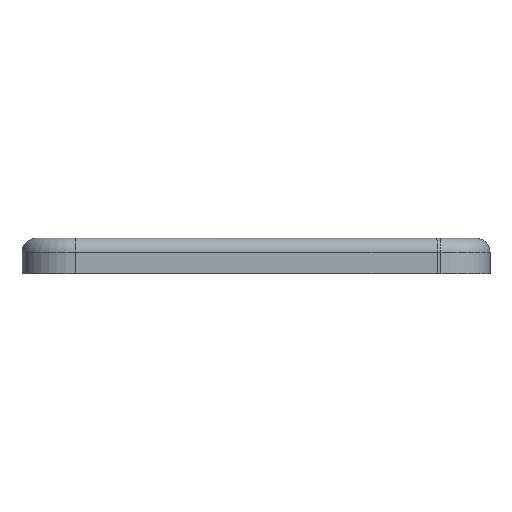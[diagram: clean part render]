
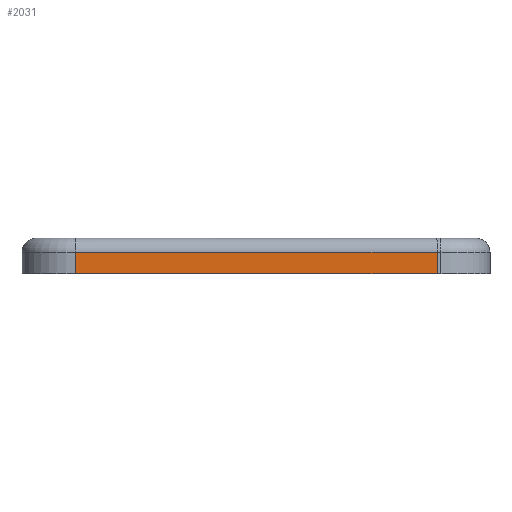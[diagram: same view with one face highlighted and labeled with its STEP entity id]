
A CAD part, front view. The second image highlights one B-rep face of the part: STEP entity #2031.
In plain terms, the highlighted planar face has unit normal (0, -1, 0).
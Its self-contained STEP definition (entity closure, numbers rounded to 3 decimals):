
#251=FACE_OUTER_BOUND('',#380,.T.);
#380=EDGE_LOOP('',(#1844,#1845,#1846,#1847));
#431=LINE('',#2900,#648);
#441=LINE('',#2962,#658);
#549=LINE('',#3333,#766);
#598=LINE('',#3483,#815);
#648=VECTOR('',#2345,10.);
#658=VECTOR('',#2387,10.);
#766=VECTOR('',#2595,10.);
#815=VECTOR('',#2734,10.);
#866=VERTEX_POINT('',#2891);
#869=VERTEX_POINT('',#2899);
#881=VERTEX_POINT('',#2960);
#1002=VERTEX_POINT('',#3331);
#1072=EDGE_CURVE('',#866,#869,#431,.T.);
#1093=EDGE_CURVE('',#866,#881,#441,.T.);
#1237=EDGE_CURVE('',#1002,#881,#549,.T.);
#1286=EDGE_CURVE('',#869,#1002,#598,.T.);
#1844=ORIENTED_EDGE('',*,*,#1072,.F.);
#1845=ORIENTED_EDGE('',*,*,#1093,.T.);
#1846=ORIENTED_EDGE('',*,*,#1237,.F.);
#1847=ORIENTED_EDGE('',*,*,#1286,.F.);
#1925=PLANE('',#2204);
#2031=ADVANCED_FACE('',(#251),#1925,.T.);
#2204=AXIS2_PLACEMENT_3D('',#3482,#2732,#2733);
#2345=DIRECTION('',(1.,0.,0.));
#2387=DIRECTION('',(0.,0.,-1.));
#2595=DIRECTION('',(-1.,0.,0.));
#2732=DIRECTION('center_axis',(0.,-1.,0.));
#2733=DIRECTION('ref_axis',(-1.,0.,0.));
#2734=DIRECTION('',(0.,0.,-1.));
#2891=CARTESIAN_POINT('',(-25.5,-43.,9.653));
#2899=CARTESIAN_POINT('',(25.515,-43.,9.653));
#2900=CARTESIAN_POINT('',(12.747,-43.,9.653));
#2960=CARTESIAN_POINT('',(-25.5,-43.,6.653));
#2962=CARTESIAN_POINT('',(-25.5,-43.,11.653));
#3331=CARTESIAN_POINT('',(25.515,-43.,6.653));
#3333=CARTESIAN_POINT('',(-25.5,-43.,6.653));
#3482=CARTESIAN_POINT('Origin',(25.515,-43.,11.653));
#3483=CARTESIAN_POINT('',(25.515,-43.,11.653));
